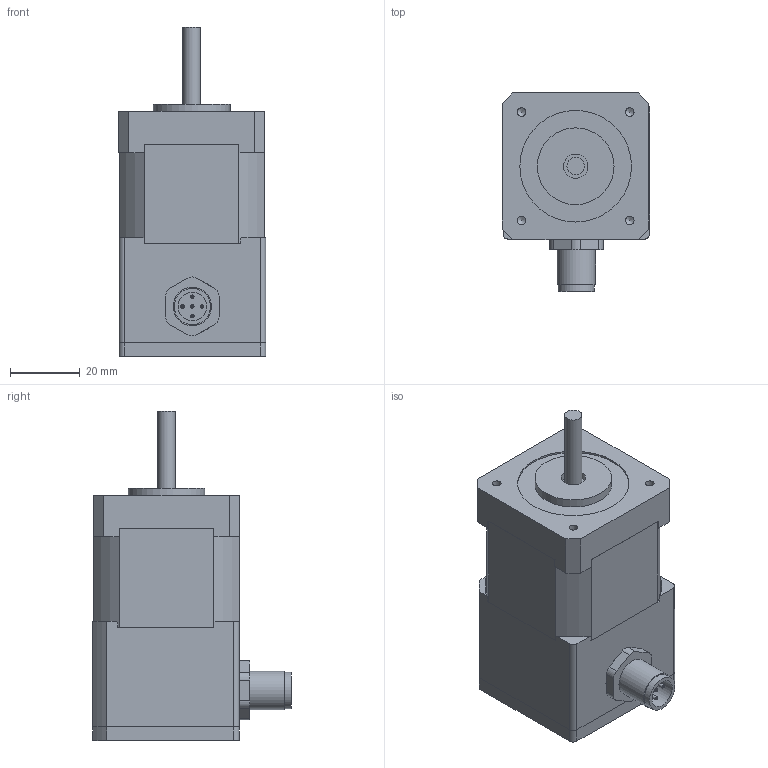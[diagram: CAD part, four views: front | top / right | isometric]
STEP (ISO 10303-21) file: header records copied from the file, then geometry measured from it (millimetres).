
FILE_DESCRIPTION((''),'2;1');
FILE_NAME('AS4118L1804.stp','2010-07-14T11:22:09',('wei_j'),(''),'Autodesk Inventor 2010','Autodesk Inventor 2010','');
FILE_SCHEMA(('AUTOMOTIVE_DESIGN { 1 0 10303 214 1 1 1 1 }'));
Length unit declared in the file: millimetre
Products named in the file (1): Bauteil7
Bounding box: 42.2 x 57 x 94.4 mm (x, y, z)
Volume: 86884.3 mm3; surface area: 27848.3 mm2
Topology: 1 solids, 5 shells, 366 faces, 944 edges, 607 vertices
Faces by surface type: plane 145, cylinder 91, cone 58, bspline 45, torus 27
Full cylindrical faces by diameter (mm): 1 x5, 2.224 x4, 2.5 x4, 4.7 x4, 5 x1, 7 x1, 8.2 x1, 9.2 x1, 10 x1, 10.4 x1, 11 x1, 12 x1, 16 x1, 21.95 x1, 22 x1, 32 x1
Entity records: 11385 total; most frequent: CARTESIAN_POINT 3015, DIRECTION 1701, ORIENTED_EDGE 1616, EDGE_CURVE 808, AXIS2_PLACEMENT_3D 666, VERTEX_POINT 562, EDGE_LOOP 498, VECTOR 369
